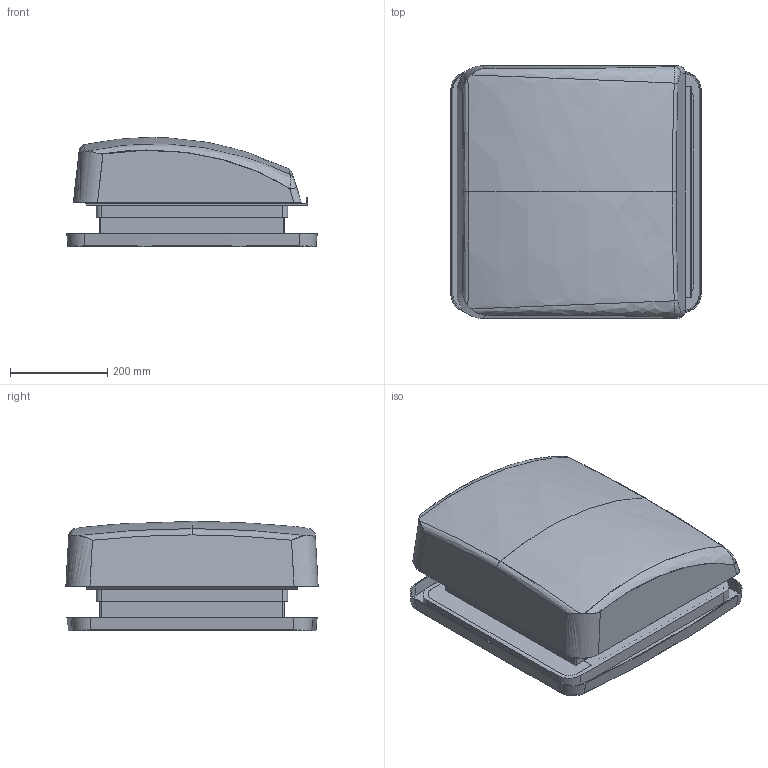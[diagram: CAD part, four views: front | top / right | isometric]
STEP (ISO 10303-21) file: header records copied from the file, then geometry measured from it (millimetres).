
FILE_DESCRIPTION(('FreeCAD Model'),'2;1');
FILE_NAME('Open CASCADE Shape Model','2025-05-03T09:00:57',('FreeCAD'),( 'FreeCAD'),'Open CASCADE STEP processor 7.6','FreeCAD','Unknown');
FILE_SCHEMA(('AUTOMOTIVE_DESIGN { 1 0 10303 214 1 1 1 1 }'));
Length unit declared in the file: millimetre
Products named in the file (1): Open CASCADE STEP translator 7.6 1
Bounding box: 515.42 x 519.4 x 224.87 mm (x, y, z)
Volume: 3301095.1 mm3; surface area: 1757222.4 mm2
Topology: 4 solids, 4 shells, 199 faces, 505 edges, 318 vertices
Faces by surface type: bspline 199
Entity records: 6835 total; most frequent: CARTESIAN_POINT 3900, ORIENTED_EDGE 1010, EDGE_CURVE 505, B_SPLINE_CURVE_WITH_KNOTS 353, VERTEX_POINT 318, FACE_BOUND 209, EDGE_LOOP 209, ADVANCED_FACE 199
